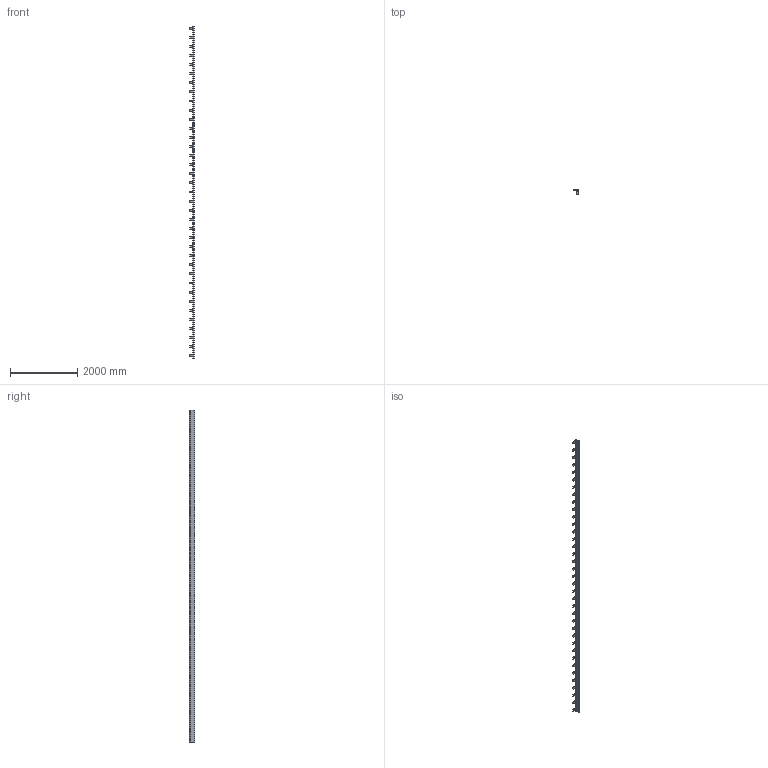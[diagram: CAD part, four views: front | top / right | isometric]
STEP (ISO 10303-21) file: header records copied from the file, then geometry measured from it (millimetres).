
FILE_DESCRIPTION((' '),'2;1');
FILE_NAME('FHL8-A1B8H.stp','2012-08-31T15:17:46',(' '),(' '),' ','ACIS',' ');
FILE_SCHEMA(('CONFIG_CONTROL_DESIGN'));
Length unit declared in the file: millimetre
Products named in the file (1): FHL8-A1B8H.stp
Bounding box: 148 x 149.99 x 9850 mm (x, y, z)
Volume: 64019941.2 mm3; surface area: 4155747.2 mm2
Topology: 1 solids, 1 shells, 345 faces, 918 edges, 612 vertices
Faces by surface type: plane 191, cylinder 154
Entity records: 10907 total; most frequent: DIRECTION 1918, CARTESIAN_POINT 1876, ORIENTED_EDGE 1836, EDGE_CURVE 918, AXIS2_PLACEMENT_3D 654, VERTEX_POINT 612, VECTOR 610, LINE 610
